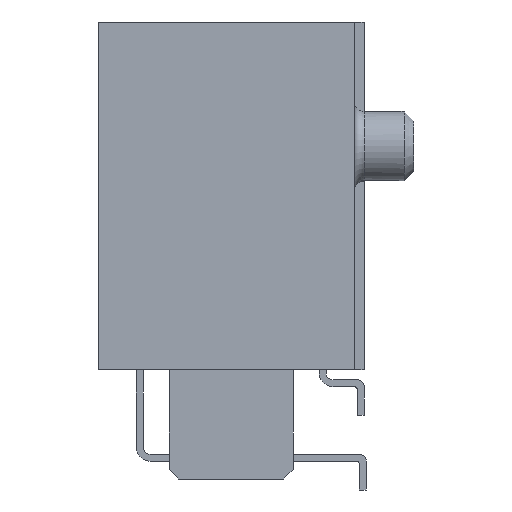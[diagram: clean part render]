
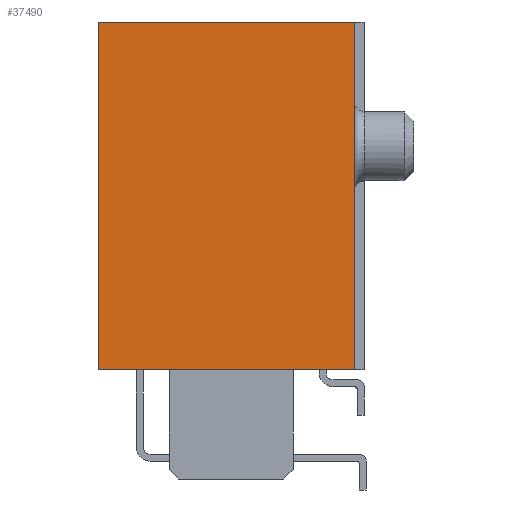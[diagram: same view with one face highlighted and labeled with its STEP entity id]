
A CAD part, left-side view. The second image highlights one B-rep face of the part: STEP entity #37490.
In plain terms, the highlighted planar face has unit normal (-1, 0, 0).
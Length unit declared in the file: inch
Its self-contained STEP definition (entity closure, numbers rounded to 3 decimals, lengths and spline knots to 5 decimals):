
#11239=ORIENTED_EDGE('',*,*,#17799,.T.);
#11240=ORIENTED_EDGE('',*,*,#17800,.T.);
#11241=ORIENTED_EDGE('',*,*,#17210,.F.);
#11242=ORIENTED_EDGE('',*,*,#17779,.T.);
#17210=EDGE_CURVE('',#21304,#21305,#25472,.T.);
#17779=EDGE_CURVE('',#21304,#21649,#26041,.T.);
#17799=EDGE_CURVE('',#21649,#21665,#26061,.T.);
#17800=EDGE_CURVE('',#21665,#21305,#26062,.T.);
#21304=VERTEX_POINT('',#60265);
#21305=VERTEX_POINT('',#60267);
#21649=VERTEX_POINT('',#61297);
#21665=VERTEX_POINT('',#61338);
#25472=LINE('',#60266,#30050);
#26041=LINE('',#61296,#30619);
#26061=LINE('',#61337,#30639);
#26062=LINE('',#61339,#30640);
#30050=VECTOR('',#49141,39.37008);
#30619=VECTOR('',#49944,39.37008);
#30639=VECTOR('',#49974,39.37008);
#30640=VECTOR('',#49975,39.37008);
#32377=EDGE_LOOP('',(#11239,#11240,#11241,#11242));
#34243=FACE_BOUND('',#32377,.T.);
#35639=PLANE('',#40306);
#37490=ADVANCED_FACE('',(#34243),#35639,.F.);
#40306=AXIS2_PLACEMENT_3D('',#61336,#49972,#49973);
#49141=DIRECTION('',(0.,0.,1.));
#49944=DIRECTION('',(0.,-1.,0.));
#49972=DIRECTION('',(1.,0.,0.));
#49973=DIRECTION('',(0.,0.,-1.));
#49974=DIRECTION('',(0.,0.,1.));
#49975=DIRECTION('',(0.,1.,0.));
#60265=CARTESIAN_POINT('',(-0.67992,0.35,-0.134));
#60266=CARTESIAN_POINT('',(-0.67992,0.35,-0.134));
#60267=CARTESIAN_POINT('',(-0.67992,0.35,0.124));
#61296=CARTESIAN_POINT('',(-0.67992,0.03,-0.134));
#61297=CARTESIAN_POINT('',(-0.67992,0.,-0.134));
#61336=CARTESIAN_POINT('',(-0.67992,0.03,-0.134));
#61337=CARTESIAN_POINT('',(-0.67992,0.,-0.134));
#61338=CARTESIAN_POINT('',(-0.67992,0.,0.124));
#61339=CARTESIAN_POINT('',(-0.67992,0.,0.124));
